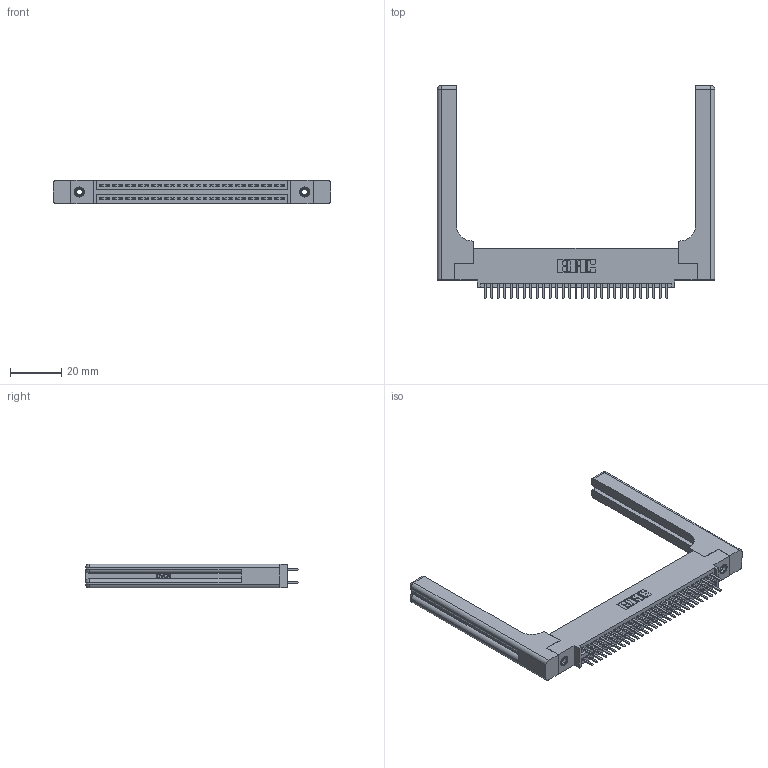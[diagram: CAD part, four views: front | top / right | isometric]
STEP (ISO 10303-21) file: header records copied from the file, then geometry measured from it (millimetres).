
FILE_DESCRIPTION (( 'STEP AP203' ), '1' );
FILE_NAME ('395-058-520-558.STEP', '2019-10-23T11:36:16', ( '' ), ( '' ), 'SwSTEP 2.0', 'SolidWorks 2016', '' );
FILE_SCHEMA (( 'CONFIG_CONTROL_DESIGN' ));
Length unit declared in the file: inch
Products named in the file (5): 345-220-058_345-220-058; 395-058-520-558; 345 Part_0.110 Offset - 0.156 Dia-TH; 345-292-001_345-293-120; 345-250-001_345-250-001-102
Assembly tree (63 placements, depth 2):
  395-058-520-558
    345 Part_0.110 Offset - 0.156 Dia-TH
    345-292-001_345-293-120  x58
    345-250-001_345-250-001-102  x2
    345-220-058_345-220-058  x2
Bounding box: 108.69 x 83.44 x 9.4 mm (x, y, z)
Volume: 18813.5 mm3; surface area: 20127.6 mm2
Topology: 63 solids, 63 shells, 3518 faces, 10125 edges, 6574 vertices
Faces by surface type: plane 2262, cylinder 1196, bspline 36, cone 12, sphere 8, torus 4
Entity records: 29932 total; most frequent: CARTESIAN_POINT 6037, ORIENTED_EDGE 4756, DIRECTION 4258, EDGE_CURVE 2378, LINE 2034, VECTOR 2034, VERTEX_POINT 1574, AXIS2_PLACEMENT_3D 1112
